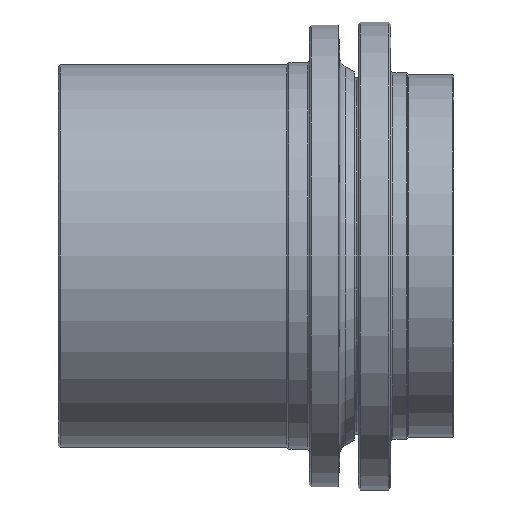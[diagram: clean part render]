
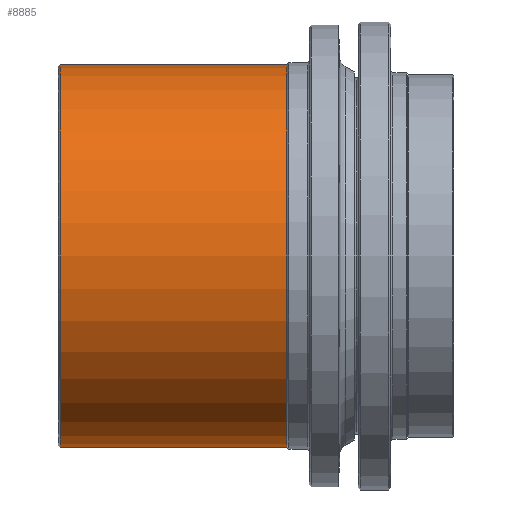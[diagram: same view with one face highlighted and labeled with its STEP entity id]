
A CAD part, front view. The second image highlights one B-rep face of the part: STEP entity #8885.
In plain terms, the highlighted cylindrical face has radius 94 mm (diameter 188 mm), a full revolution.
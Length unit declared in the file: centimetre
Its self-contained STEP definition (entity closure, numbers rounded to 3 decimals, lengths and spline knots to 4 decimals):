
#145=CYLINDRICAL_SURFACE('',#9518,9.4);
#304=CIRCLE('',#9517,9.4);
#305=CIRCLE('',#9519,9.4);
#842=FACE_OUTER_BOUND('',#1355,.T.);
#1355=EDGE_LOOP('',(#7578,#7579,#7580,#7581));
#2370=LINE('',#15465,#3164);
#3164=VECTOR('',#11533,9.4);
#4155=VERTEX_POINT('',#15459);
#4156=VERTEX_POINT('',#15463);
#5407=EDGE_CURVE('',#4155,#4155,#304,.T.);
#5409=EDGE_CURVE('',#4156,#4156,#305,.T.);
#5410=EDGE_CURVE('',#4156,#4155,#2370,.T.);
#7578=ORIENTED_EDGE('',*,*,#5409,.F.);
#7579=ORIENTED_EDGE('',*,*,#5410,.T.);
#7580=ORIENTED_EDGE('',*,*,#5407,.T.);
#7581=ORIENTED_EDGE('',*,*,#5410,.F.);
#8885=ADVANCED_FACE('',(#842),#145,.T.);
#9517=AXIS2_PLACEMENT_3D('',#15460,#11526,#11527);
#9518=AXIS2_PLACEMENT_3D('',#15462,#11529,#11530);
#9519=AXIS2_PLACEMENT_3D('',#15464,#11531,#11532);
#11526=DIRECTION('center_axis',(1.,0.,0.));
#11527=DIRECTION('ref_axis',(0.,1.,0.));
#11529=DIRECTION('center_axis',(1.,0.,0.));
#11530=DIRECTION('ref_axis',(0.,1.,0.));
#11531=DIRECTION('center_axis',(1.,0.,0.));
#11532=DIRECTION('ref_axis',(0.,1.,0.));
#11533=DIRECTION('',(-1.,0.,0.));
#15459=CARTESIAN_POINT('',(-0.2,-9.4,0.));
#15460=CARTESIAN_POINT('Origin',(-0.2,0.,0.));
#15462=CARTESIAN_POINT('Origin',(5.375,0.,0.));
#15463=CARTESIAN_POINT('',(10.95,-9.4,0.));
#15464=CARTESIAN_POINT('Origin',(10.95,0.,0.));
#15465=CARTESIAN_POINT('',(5.375,-9.4,0.));
